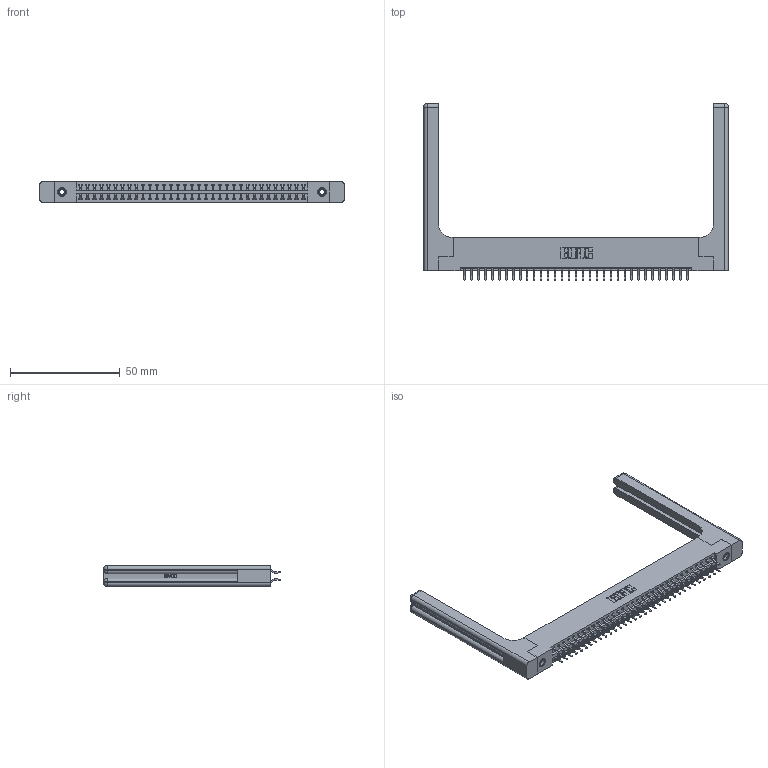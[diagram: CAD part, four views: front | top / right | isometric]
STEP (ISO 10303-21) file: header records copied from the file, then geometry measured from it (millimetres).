
FILE_DESCRIPTION (( 'STEP AP203' ), '1' );
FILE_NAME ('396-066-556-258.STEP', '2019-10-30T18:30:31', ( '' ), ( '' ), 'SwSTEP 2.0', 'SolidWorks 2016', '' );
FILE_SCHEMA (( 'CONFIG_CONTROL_DESIGN' ));
Length unit declared in the file: inch
Products named in the file (5): 346 Part_Flush Mounting Lugs - 0.156 Dia-TH; 346-220-058_345-220-058; 345-250-001_345-250-001-102; 396-066-556-258; 345-292-001_556 Tail
Assembly tree (71 placements, depth 2):
  396-066-556-258
    346 Part_Flush Mounting Lugs - 0.156 Dia-TH
    345-292-001_556 Tail  x66
    345-250-001_345-250-001-102  x2
    346-220-058_345-220-058  x2
Bounding box: 138.84 x 80.53 x 9.4 mm (x, y, z)
Volume: 20960 mm3; surface area: 23279.6 mm2
Topology: 71 solids, 71 shells, 4206 faces, 12413 edges, 8166 vertices
Faces by surface type: plane 2798, cylinder 1348, bspline 36, cone 12, sphere 8, torus 4
Entity records: 28150 total; most frequent: CARTESIAN_POINT 5673, ORIENTED_EDGE 4392, DIRECTION 3972, EDGE_CURVE 2196, LINE 1832, VECTOR 1832, VERTEX_POINT 1454, AXIS2_PLACEMENT_3D 1070
